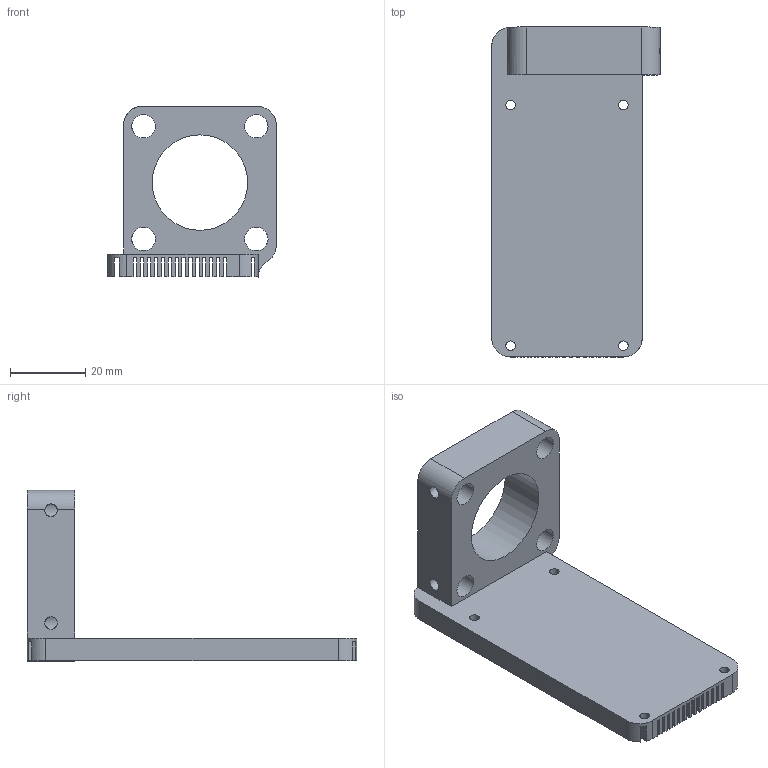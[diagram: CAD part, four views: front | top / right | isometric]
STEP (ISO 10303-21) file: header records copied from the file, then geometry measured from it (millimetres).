
FILE_DESCRIPTION(/* description */ (''),/* implementation_level */ '2;1');
FILE_NAME(/* name */ 'OBIS_adapter_plate v7.step',/* time_stamp */ '2025-09-25T22:32:53+01:00',/* author */ (''),/* organization */ (''),/* preprocessor_version */ 'ST-DEVELOPER v20.1',/* originating_system */ 'Autodesk Translation Framework v14.17.0.0',/* authorisation */ '');
FILE_SCHEMA (('AUTOMOTIVE_DESIGN { 1 0 10303 214 3 1 1 }'));
Length unit declared in the file: millimetre
Products named in the file (1): OBIS_adapter_plate
Bounding box: 44.8 x 87.7 x 45.6 mm (x, y, z)
Volume: 25385.5 mm3; surface area: 30499.7 mm2
Topology: 1 solids, 1 shells, 127 faces, 376 edges, 251 vertices
Faces by surface type: plane 107, cylinder 20
Full cylindrical faces by diameter (mm): 2.529 x4, 3.332 x4, 6.25 x4, 25.4 x1
Entity records: 4440 total; most frequent: CARTESIAN_POINT 933, ORIENTED_EDGE 752, DIRECTION 664, EDGE_CURVE 376, LINE 318, VECTOR 318, VERTEX_POINT 251, AXIS2_PLACEMENT_3D 173
